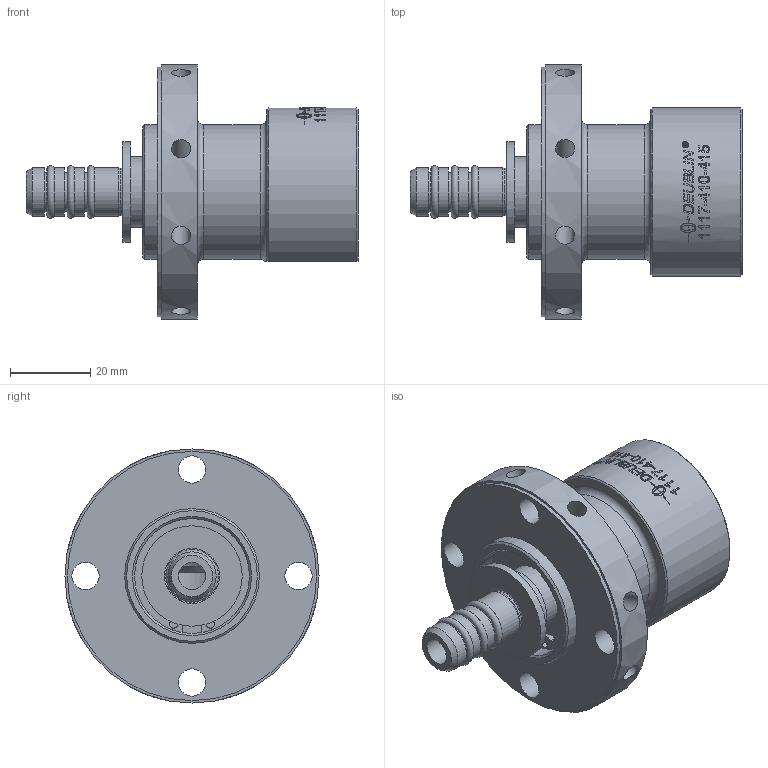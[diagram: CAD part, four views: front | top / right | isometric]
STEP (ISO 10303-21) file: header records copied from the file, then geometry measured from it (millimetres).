
FILE_DESCRIPTION((''),'2;1');
FILE_NAME('1117-410-415-IC.stp','2013-10-23T09:26:37',('cdunkel'),(''),'Autodesk Inventor 2011','Autodesk Inventor 2011','');
FILE_SCHEMA(('AUTOMOTIVE_DESIGN { 1 2 10303 214 0 1 1 1 }'));
Length unit declared in the file: millimetre
Products named in the file (1): 1117-410-415-IC
Bounding box: 82.6 x 63.2 x 63.2 mm (x, y, z)
Volume: 71421 mm3; surface area: 22515.8 mm2
Topology: 4 solids, 4 shells, 433 faces, 1129 edges, 751 vertices
Faces by surface type: plane 247, cylinder 88, bspline 79, cone 10, torus 9
Full cylindrical faces by diameter (mm): 1.981 x2, 4.8 x8, 6.8 x5, 9.5 x6, 11.8 x1, 12 x4, 12.75 x1, 14.95 x1, 15.9 x1, 17.5 x1, 25 x1, 28.6 x1, 33.5 x2, 62 x1, 63.2 x1
Entity records: 15120 total; most frequent: CARTESIAN_POINT 4859, ORIENTED_EDGE 2102, DIRECTION 2011, EDGE_CURVE 1051, AXIS2_PLACEMENT_3D 804, VERTEX_POINT 724, EDGE_LOOP 553, FACE_OUTER_BOUND 433
